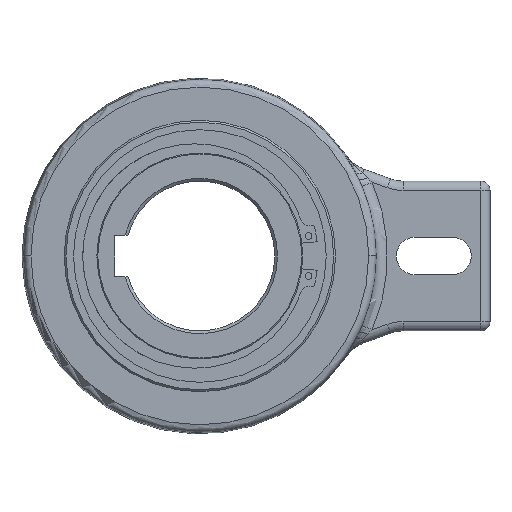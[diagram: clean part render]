
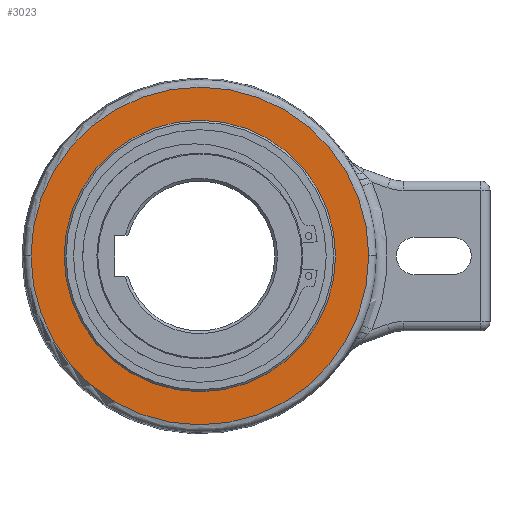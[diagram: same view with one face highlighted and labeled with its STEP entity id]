
A CAD part, left-side view. The second image highlights one B-rep face of the part: STEP entity #3023.
In plain terms, the highlighted planar face has unit normal (-1, 0, 0).
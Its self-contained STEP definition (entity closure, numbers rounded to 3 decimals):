
#456=CARTESIAN_POINT('',(-19.,0.,0.));
#457=DIRECTION('',(-1.,0.,0.));
#458=DIRECTION('',(0.,1.,0.002));
#459=AXIS2_PLACEMENT_3D('',#456,#457,#458);
#505=CARTESIAN_POINT('',(-19.,0.,0.));
#506=DIRECTION('',(-1.,0.,0.));
#507=DIRECTION('',(0.,-1.,-0.002));
#508=AXIS2_PLACEMENT_3D('',#505,#506,#507);
#1091=CARTESIAN_POINT('',(-19.,0.,0.));
#1092=DIRECTION('',(1.,0.,0.));
#1093=DIRECTION('',(0.,-1.,-0.002));
#1094=AXIS2_PLACEMENT_3D('',#1091,#1092,#1093);
#1096=CARTESIAN_POINT('',(-19.,0.,0.));
#1097=DIRECTION('',(1.,0.,0.));
#1098=DIRECTION('',(0.,1.,0.002));
#1099=AXIS2_PLACEMENT_3D('',#1096,#1097,#1098);
#1101=CARTESIAN_POINT('',(-19.,0.,0.));
#1102=DIRECTION('',(-1.,0.,0.));
#1103=DIRECTION('',(0.,-1.,0.));
#1104=AXIS2_PLACEMENT_3D('',#1101,#1102,#1103);
#1106=CARTESIAN_POINT('',(-19.,0.,0.));
#1107=DIRECTION('',(-1.,0.,0.));
#1108=DIRECTION('',(0.,1.,0.));
#1109=AXIS2_PLACEMENT_3D('',#1106,#1107,#1108);
#1241=CARTESIAN_POINT('',(-19.,-90.208,0.));
#1242=VERTEX_POINT('',#1241);
#1243=CARTESIAN_POINT('',(-19.,90.208,0.209));
#1244=VERTEX_POINT('',#1243);
#1245=CARTESIAN_POINT('',(-19.,90.208,0.));
#1246=VERTEX_POINT('',#1245);
#1255=CARTESIAN_POINT('',(-19.,-90.208,-0.209));
#1256=VERTEX_POINT('',#1255);
#1330=CARTESIAN_POINT('',(-19.,-67.5,0.));
#1331=CARTESIAN_POINT('',(-19.,67.5,0.));
#1332=VERTEX_POINT('',#1330);
#1333=VERTEX_POINT('',#1331);
#3006=CARTESIAN_POINT('',(-19.,0.,0.));
#3007=DIRECTION('',(1.,0.,0.));
#3008=DIRECTION('',(0.,-1.,0.));
#3009=AXIS2_PLACEMENT_3D('',#3006,#3007,#3008);
#3010=PLANE('',#3009);
#3011=ORIENTED_EDGE('',*,*,#1734,.F.);
#3012=ORIENTED_EDGE('',*,*,#1732,.T.);
#3013=ORIENTED_EDGE('',*,*,#1691,.F.);
#3014=ORIENTED_EDGE('',*,*,#1689,.T.);
#3015=EDGE_LOOP('',(#3011,#3012,#3013,#3014));
#3016=FACE_OUTER_BOUND('',#3015,.F.);
#3018=ORIENTED_EDGE('',*,*,#3017,.T.);
#3020=ORIENTED_EDGE('',*,*,#3019,.T.);
#3021=EDGE_LOOP('',(#3018,#3020));
#3022=FACE_BOUND('',#3021,.F.);
#460=CIRCLE('',#459,90.208);
#509=CIRCLE('',#508,90.208);
#1095=CIRCLE('',#1094,90.208);
#1100=CIRCLE('',#1099,90.208);
#1105=CIRCLE('',#1104,67.5);
#1110=CIRCLE('',#1109,67.5);
#1689=EDGE_CURVE('',#1244,#1242,#1100,.T.);
#1691=EDGE_CURVE('',#1244,#1246,#460,.T.);
#1732=EDGE_CURVE('',#1256,#1246,#1095,.T.);
#1734=EDGE_CURVE('',#1256,#1242,#509,.T.);
#3017=EDGE_CURVE('',#1332,#1333,#1105,.T.);
#3019=EDGE_CURVE('',#1333,#1332,#1110,.T.);
#3023=ADVANCED_FACE('',(#3016,#3022),#3010,.F.);
